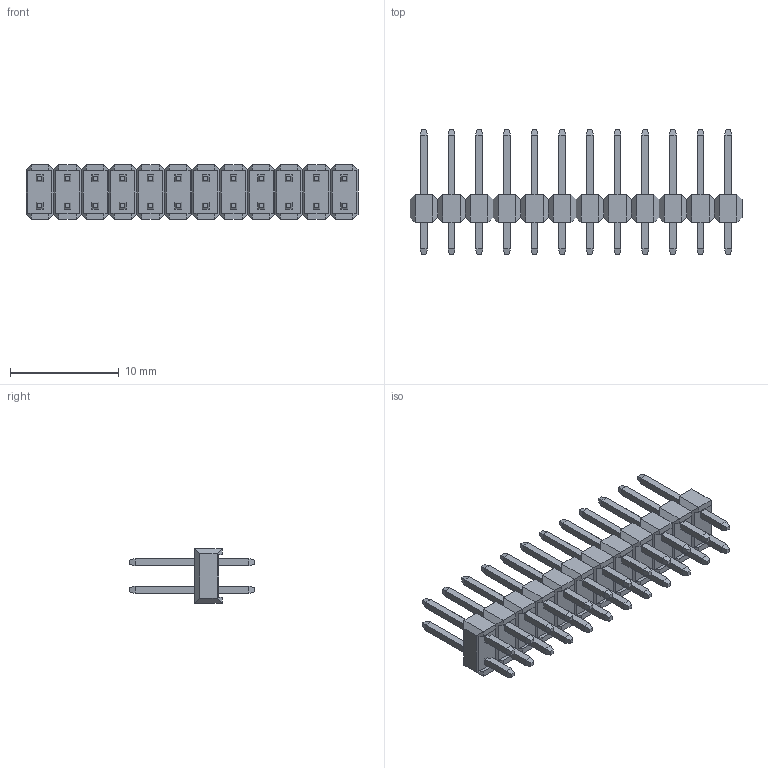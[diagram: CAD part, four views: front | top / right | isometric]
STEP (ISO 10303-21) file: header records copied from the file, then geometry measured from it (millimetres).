
FILE_DESCRIPTION (( 'STEP AP214' ), '1' );
FILE_NAME ('HEADER 2X12.STEP', '2013-11-27T11:10:44', ( '' ), ( '' ), 'SwSTEP 2.0', 'SolidWorks 2012', '' );
FILE_SCHEMA (( 'AUTOMOTIVE_DESIGN' ));
Length unit declared in the file: millimetre
Products named in the file (1): HEADER 2X12
Bounding box: 30.48 x 11.54 x 5.04 mm (x, y, z)
Volume: 415.1 mm3; surface area: 1065.2 mm2
Topology: 1 solids, 1 shells, 630 faces, 1408 edges, 828 vertices
Faces by surface type: plane 630
Entity records: 23620 total; most frequent: CARTESIAN_POINT 2867, ORIENTED_EDGE 2816, DIRECTION 2670, VECTOR 1408, LINE 1408, EDGE_CURVE 1408, VERTEX_POINT 828, EDGE_LOOP 678
